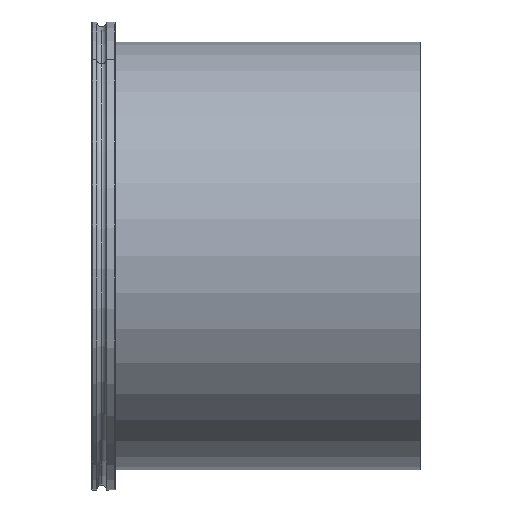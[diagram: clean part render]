
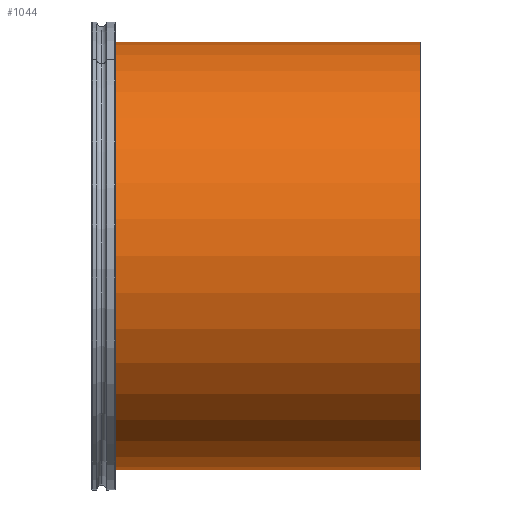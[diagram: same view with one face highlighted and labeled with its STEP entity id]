
A CAD part, left-side view. The second image highlights one B-rep face of the part: STEP entity #1044.
In plain terms, the highlighted cylindrical face has radius 109.55 mm (diameter 219.1 mm), a partial arc.
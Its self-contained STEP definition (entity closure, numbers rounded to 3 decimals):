
#36 = VERTEX_POINT ( 'NONE', #629 ) ;
#46 = CARTESIAN_POINT ( 'NONE',  ( 0., 161.5, 109.55 ) ) ;
#56 = FACE_OUTER_BOUND ( 'NONE', #978, .T. ) ;
#152 = ORIENTED_EDGE ( 'NONE', *, *, #1095, .T. ) ;
#153 = EDGE_CURVE ( 'NONE', #451, #964, #757, .T. ) ;
#156 = CARTESIAN_POINT ( 'NONE',  ( 0., 161.5, -109.55 ) ) ;
#199 = AXIS2_PLACEMENT_3D ( 'NONE', #279, #910, #394 ) ;
#259 = DIRECTION ( 'NONE',  ( 0., -1., 0. ) ) ;
#267 = DIRECTION ( 'NONE',  ( 0., 1., 0. ) ) ;
#277 = EDGE_CURVE ( 'NONE', #451, #36, #651, .T. ) ;
#279 = CARTESIAN_POINT ( 'NONE',  ( 0., 161.5, 0. ) ) ;
#338 = VERTEX_POINT ( 'NONE', #842 ) ;
#394 = DIRECTION ( 'NONE',  ( 0., 0., 1. ) ) ;
#414 = VECTOR ( 'NONE', #639, 1000. ) ;
#443 = ORIENTED_EDGE ( 'NONE', *, *, #522, .F. ) ;
#451 = VERTEX_POINT ( 'NONE', #156 ) ;
#508 = LINE ( 'NONE', #1171, #414 ) ;
#522 = EDGE_CURVE ( 'NONE', #964, #338, #508, .T. ) ;
#541 = ORIENTED_EDGE ( 'NONE', *, *, #153, .F. ) ;
#569 = DIRECTION ( 'NONE',  ( 0., -1., 0. ) ) ;
#629 = CARTESIAN_POINT ( 'NONE',  ( 0., 0., -109.55 ) ) ;
#639 = DIRECTION ( 'NONE',  ( 0., -1., 0. ) ) ;
#651 = LINE ( 'NONE', #1007, #826 ) ;
#715 = CARTESIAN_POINT ( 'NONE',  ( 0., 161.5, 0. ) ) ;
#757 = CIRCLE ( 'NONE', #199, 109.55 ) ;
#776 = CYLINDRICAL_SURFACE ( 'NONE', #961, 109.55 ) ;
#812 = CARTESIAN_POINT ( 'NONE',  ( 0., 0., 0. ) ) ;
#826 = VECTOR ( 'NONE', #569, 1000. ) ;
#842 = CARTESIAN_POINT ( 'NONE',  ( 0., 0., 109.55 ) ) ;
#887 = DIRECTION ( 'NONE',  ( 0., 0., -1. ) ) ;
#899 = DIRECTION ( 'NONE',  ( 0., 0., 1. ) ) ;
#910 = DIRECTION ( 'NONE',  ( 0., 1., 0. ) ) ;
#952 = ORIENTED_EDGE ( 'NONE', *, *, #277, .T. ) ;
#961 = AXIS2_PLACEMENT_3D ( 'NONE', #715, #259, #887 ) ;
#964 = VERTEX_POINT ( 'NONE', #46 ) ;
#978 = EDGE_LOOP ( 'NONE', ( #443, #541, #952, #152 ) ) ;
#983 = CIRCLE ( 'NONE', #1014, 109.55 ) ;
#1007 = CARTESIAN_POINT ( 'NONE',  ( 0., 161.5, -109.55 ) ) ;
#1014 = AXIS2_PLACEMENT_3D ( 'NONE', #812, #267, #899 ) ;
#1044 = ADVANCED_FACE ( 'NONE', ( #56 ), #776, .T. ) ;
#1095 = EDGE_CURVE ( 'NONE', #36, #338, #983, .T. ) ;
#1171 = CARTESIAN_POINT ( 'NONE',  ( 0., 161.5, 109.55 ) ) ;
